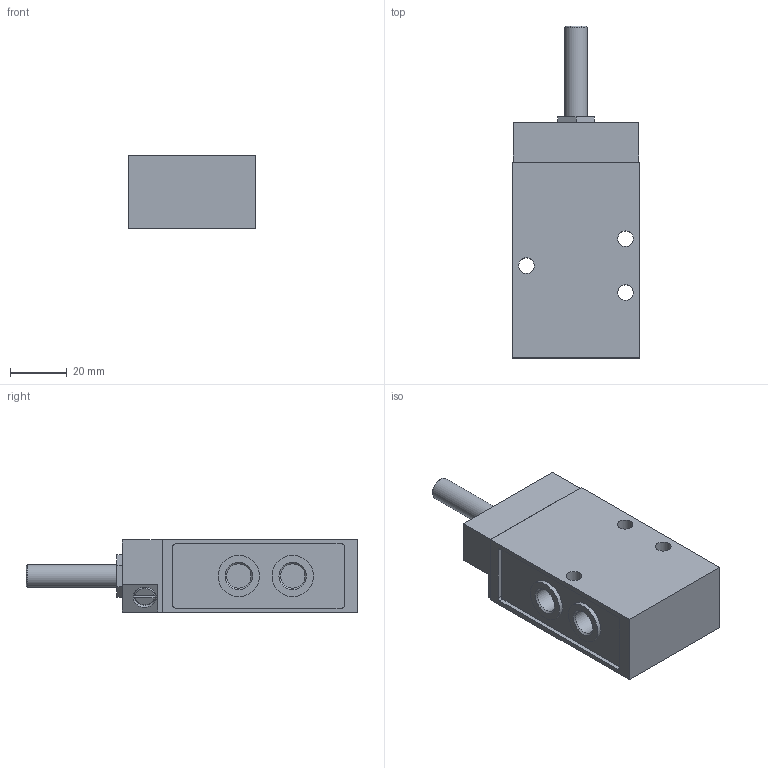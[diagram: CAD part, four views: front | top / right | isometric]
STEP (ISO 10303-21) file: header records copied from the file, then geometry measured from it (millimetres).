
FILE_DESCRIPTION(/* description */ ('STEP AP214'),/* implementation_level */ '2;1');
FILE_NAME(/* name */ '9982_MFH-5-1_8',/* time_stamp */ '2024-08-21T11:40:22+02:00',/* author */ ('License CC BY-ND 4.0'),/* organization */ ('CADENAS'),/* preprocessor_version */ 'ST-DEVELOPER v19.3',/* originating_system */ 'PARTsolutions',/* authorisation */ ' ');
FILE_SCHEMA (('AUTOMOTIVE_DESIGN {1 0 10303 214 3 1 1}'));
Length unit declared in the file: millimetre
Products named in the file (1): 9982 MFH-5-1/8
Bounding box: 45 x 117 x 26 mm (x, y, z)
Volume: 89065.9 mm3; surface area: 18999 mm2
Topology: 1 solids, 1 shells, 154 faces, 370 edges, 240 vertices
Faces by surface type: plane 77, cylinder 52, cone 23, torus 2
Full cylindrical faces by diameter (mm): 4.134 x1, 5.5 x3, 7 x2, 7.4 x2, 7.48 x1, 8 x1, 8.566 x5, 14.592 x5
Entity records: 4383 total; most frequent: CARTESIAN_POINT 929, DIRECTION 687, ORIENTED_EDGE 668, EDGE_CURVE 334, AXIS2_PLACEMENT_3D 262, VERTEX_POINT 236, FACE_BOUND 214, EDGE_LOOP 213
